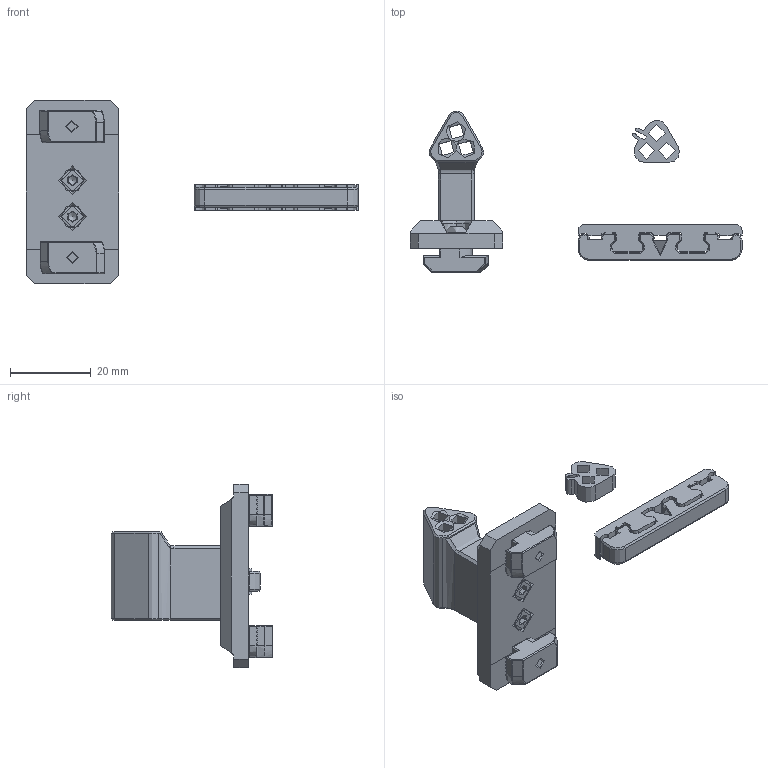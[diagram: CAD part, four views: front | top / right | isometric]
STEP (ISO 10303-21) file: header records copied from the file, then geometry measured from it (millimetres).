
FILE_DESCRIPTION(/* description */ (''),/* implementation_level */ '2;1');
FILE_NAME(/* name */ 'Other Parts.step',/* time_stamp */ '2024-10-20T21:06:44Z',/* author */ (''),/* organization */ (''),/* preprocessor_version */ 'ST-DEVELOPER v20',/* originating_system */ 'Autodesk Translation Framework v13.20.0.188',/* authorisation */ '');
FILE_SCHEMA (('AUTOMOTIVE_DESIGN { 1 0 10303 214 3 1 1 }'));
Length unit declared in the file: millimetre
Products named in the file (9): Accesories; Printer PTFE Tri Holder; Tri Holder; Hardware; M3 8mm Button Screw v3; M3 8mm Button Screw v3 (1); HW1821NC; HW1874SC; Heat Insert M3 Short 5x4
Assembly tree (11 placements, depth 5):
  Accesories
    Printer PTFE Tri Holder
      HW1821NC
      Tri Holder
        Hardware
          M3 8mm Button Screw v3
          M3 8mm Button Screw v3 (1)
          HW1821NC
          HW1874SC  x2
          Heat Insert M3 Short 5x4  x2
Bounding box: 82.33 x 40.06 x 45.53 mm (x, y, z)
Volume: 13097.5 mm3; surface area: 10406.5 mm2
Topology: 13 solids, 13 shells, 938 faces, 2364 edges, 1458 vertices
Faces by surface type: plane 349, cylinder 263, bspline 147, cone 136, sphere 24, torus 19
Full cylindrical faces by diameter (mm): 0.05 x2, 2.529 x14, 2.927 x2, 3 x4, 3.086 x14, 3.2 x1, 3.3 x3, 4 x4, 4.2 x3, 4.25 x2, 4.4 x2, 5.7 x2, 5.72 x2
Entity records: 29327 total; most frequent: CARTESIAN_POINT 12808, ORIENTED_EDGE 3510, DIRECTION 3215, EDGE_CURVE 1755, AXIS2_PLACEMENT_3D 1153, VERTEX_POINT 1082, LINE 909, VECTOR 909
